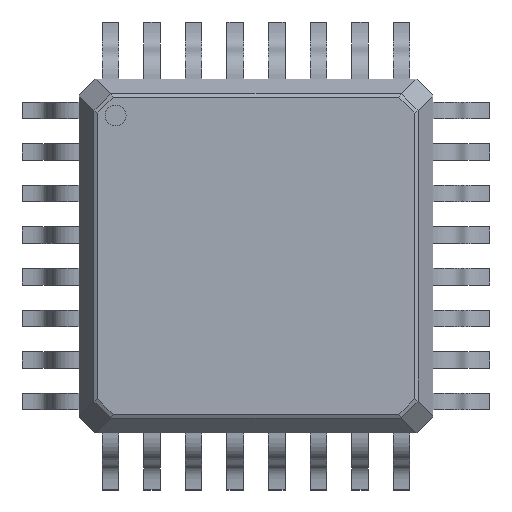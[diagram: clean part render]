
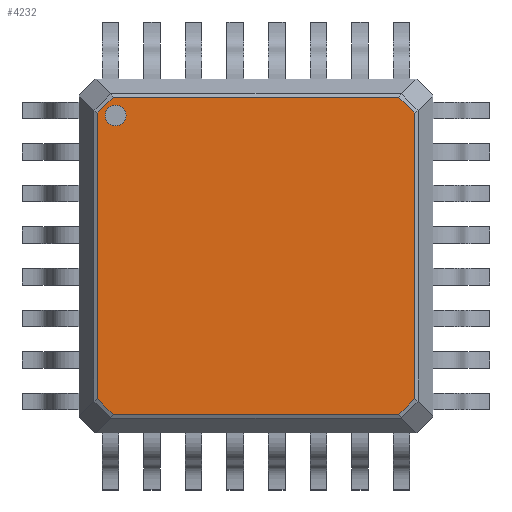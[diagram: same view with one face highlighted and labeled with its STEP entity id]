
A CAD part, top view. The second image highlights one B-rep face of the part: STEP entity #4232.
In plain terms, the highlighted planar face has unit normal (0, 0, 1).
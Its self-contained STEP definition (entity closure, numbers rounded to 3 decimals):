
#444 = VECTOR ( 'NONE', #19840, 1000. ) ;
#904 = LINE ( 'NONE', #15020, #444 ) ;
#1091 = AXIS2_PLACEMENT_3D ( 'NONE', #3109, #15070, #1510 ) ;
#1121 = CARTESIAN_POINT ( 'NONE',  ( -3.05, 2.767, 1.5 ) ) ;
#1151 = DIRECTION ( 'NONE',  ( 1., 0., 0. ) ) ;
#1295 = ORIENTED_EDGE ( 'NONE', *, *, #7061, .F. ) ;
#1414 = CARTESIAN_POINT ( 'NONE',  ( -2.747, 3.05, 1.5 ) ) ;
#1510 = DIRECTION ( 'NONE',  ( 1., 0., 0. ) ) ;
#1540 = EDGE_CURVE ( 'NONE', #17593, #7782, #904, .T. ) ;
#1543 = CARTESIAN_POINT ( 'NONE',  ( -2.9, 2.7, 1.5 ) ) ;
#1610 = FACE_BOUND ( 'NONE', #4929, .T. ) ;
#2052 = CIRCLE ( 'NONE', #7489, 0.2 ) ;
#2206 = CARTESIAN_POINT ( 'NONE',  ( 3.05, -2.747, 1.5 ) ) ;
#2772 = ORIENTED_EDGE ( 'NONE', *, *, #14528, .T. ) ;
#2826 = FACE_OUTER_BOUND ( 'NONE', #17450, .T. ) ;
#2877 = CARTESIAN_POINT ( 'NONE',  ( 2.747, -3.05, 1.5 ) ) ;
#2937 = VERTEX_POINT ( 'NONE', #2877 ) ;
#3109 = CARTESIAN_POINT ( 'NONE',  ( -3.1, 3.4, 1.5 ) ) ;
#3761 = VECTOR ( 'NONE', #19308, 1000. ) ;
#3797 = LINE ( 'NONE', #13031, #14329 ) ;
#3853 = EDGE_CURVE ( 'NONE', #4150, #14088, #8911, .T. ) ;
#3970 = EDGE_CURVE ( 'NONE', #4150, #4330, #8590, .T. ) ;
#4076 = EDGE_CURVE ( 'NONE', #4626, #14452, #2052, .T. ) ;
#4150 = VERTEX_POINT ( 'NONE', #1414 ) ;
#4186 = LINE ( 'NONE', #8920, #6914 ) ;
#4232 = ADVANCED_FACE ( 'NONE', ( #2826, #1610 ), #8961, .T. ) ;
#4330 = VERTEX_POINT ( 'NONE', #19690 ) ;
#4626 = VERTEX_POINT ( 'NONE', #1543 ) ;
#4716 = CARTESIAN_POINT ( 'NONE',  ( -3.05, 2.747, 1.5 ) ) ;
#4929 = EDGE_LOOP ( 'NONE', ( #9856, #16130 ) ) ;
#5313 = CARTESIAN_POINT ( 'NONE',  ( -3.05, -2.747, 1.5 ) ) ;
#5539 = LINE ( 'NONE', #1121, #3761 ) ;
#5821 = EDGE_CURVE ( 'NONE', #14452, #4626, #15176, .T. ) ;
#5876 = DIRECTION ( 'NONE',  ( 1., 0., 0. ) ) ;
#5907 = AXIS2_PLACEMENT_3D ( 'NONE', #12364, #9373, #18304 ) ;
#6062 = CARTESIAN_POINT ( 'NONE',  ( 3.065, -2.732, 1.5 ) ) ;
#6764 = CARTESIAN_POINT ( 'NONE',  ( -2.7, 2.7, 1.5 ) ) ;
#6914 = VECTOR ( 'NONE', #8720, 1000. ) ;
#7061 = EDGE_CURVE ( 'NONE', #4330, #17593, #4186, .T. ) ;
#7275 = ORIENTED_EDGE ( 'NONE', *, *, #15903, .T. ) ;
#7489 = AXIS2_PLACEMENT_3D ( 'NONE', #6764, #15695, #8261 ) ;
#7782 = VERTEX_POINT ( 'NONE', #2206 ) ;
#8261 = DIRECTION ( 'NONE',  ( 1., 0., 0. ) ) ;
#8590 = LINE ( 'NONE', #16408, #16156 ) ;
#8720 = DIRECTION ( 'NONE',  ( 0.707, -0.707, 0. ) ) ;
#8911 = LINE ( 'NONE', #9739, #9425 ) ;
#8920 = CARTESIAN_POINT ( 'NONE',  ( 2.732, 3.065, 1.5 ) ) ;
#8961 = PLANE ( 'NONE',  #1091 ) ;
#9091 = LINE ( 'NONE', #6062, #18201 ) ;
#9142 = EDGE_CURVE ( 'NONE', #17482, #2937, #16811, .T. ) ;
#9373 = DIRECTION ( 'NONE',  ( 0., 0., 1. ) ) ;
#9425 = VECTOR ( 'NONE', #12835, 1000. ) ;
#9739 = CARTESIAN_POINT ( 'NONE',  ( -2.732, 3.065, 1.5 ) ) ;
#9844 = VERTEX_POINT ( 'NONE', #5313 ) ;
#9856 = ORIENTED_EDGE ( 'NONE', *, *, #5821, .F. ) ;
#9953 = ORIENTED_EDGE ( 'NONE', *, *, #9142, .T. ) ;
#10205 = CARTESIAN_POINT ( 'NONE',  ( 3.05, 2.747, 1.5 ) ) ;
#12364 = CARTESIAN_POINT ( 'NONE',  ( -2.7, 2.7, 1.5 ) ) ;
#12835 = DIRECTION ( 'NONE',  ( -0.707, -0.707, 0. ) ) ;
#13031 = CARTESIAN_POINT ( 'NONE',  ( -3.065, -2.732, 1.5 ) ) ;
#13359 = CARTESIAN_POINT ( 'NONE',  ( -2.747, -3.05, 1.5 ) ) ;
#14088 = VERTEX_POINT ( 'NONE', #4716 ) ;
#14329 = VECTOR ( 'NONE', #19175, 1000. ) ;
#14452 = VERTEX_POINT ( 'NONE', #17892 ) ;
#14528 = EDGE_CURVE ( 'NONE', #14088, #9844, #5539, .T. ) ;
#14926 = CARTESIAN_POINT ( 'NONE',  ( -2.767, -3.05, 1.5 ) ) ;
#15020 = CARTESIAN_POINT ( 'NONE',  ( 3.05, 2.767, 1.5 ) ) ;
#15023 = VECTOR ( 'NONE', #5876, 1000. ) ;
#15070 = DIRECTION ( 'NONE',  ( 0., 0., 1. ) ) ;
#15176 = CIRCLE ( 'NONE', #5907, 0.2 ) ;
#15496 = EDGE_CURVE ( 'NONE', #7782, #2937, #9091, .T. ) ;
#15695 = DIRECTION ( 'NONE',  ( 0., 0., 1. ) ) ;
#15874 = ORIENTED_EDGE ( 'NONE', *, *, #3970, .F. ) ;
#15903 = EDGE_CURVE ( 'NONE', #9844, #17482, #3797, .T. ) ;
#16130 = ORIENTED_EDGE ( 'NONE', *, *, #4076, .F. ) ;
#16156 = VECTOR ( 'NONE', #1151, 1000. ) ;
#16408 = CARTESIAN_POINT ( 'NONE',  ( -2.767, 3.05, 1.5 ) ) ;
#16483 = ORIENTED_EDGE ( 'NONE', *, *, #1540, .F. ) ;
#16811 = LINE ( 'NONE', #14926, #15023 ) ;
#17305 = ORIENTED_EDGE ( 'NONE', *, *, #15496, .F. ) ;
#17450 = EDGE_LOOP ( 'NONE', ( #15874, #19709, #2772, #7275, #9953, #17305, #16483, #1295 ) ) ;
#17482 = VERTEX_POINT ( 'NONE', #13359 ) ;
#17593 = VERTEX_POINT ( 'NONE', #10205 ) ;
#17892 = CARTESIAN_POINT ( 'NONE',  ( -2.5, 2.7, 1.5 ) ) ;
#18201 = VECTOR ( 'NONE', #18323, 1000. ) ;
#18304 = DIRECTION ( 'NONE',  ( 1., 0., 0. ) ) ;
#18323 = DIRECTION ( 'NONE',  ( -0.707, -0.707, 0. ) ) ;
#19175 = DIRECTION ( 'NONE',  ( 0.707, -0.707, 0. ) ) ;
#19308 = DIRECTION ( 'NONE',  ( 0., -1., 0. ) ) ;
#19690 = CARTESIAN_POINT ( 'NONE',  ( 2.747, 3.05, 1.5 ) ) ;
#19709 = ORIENTED_EDGE ( 'NONE', *, *, #3853, .T. ) ;
#19840 = DIRECTION ( 'NONE',  ( 0., -1., 0. ) ) ;
